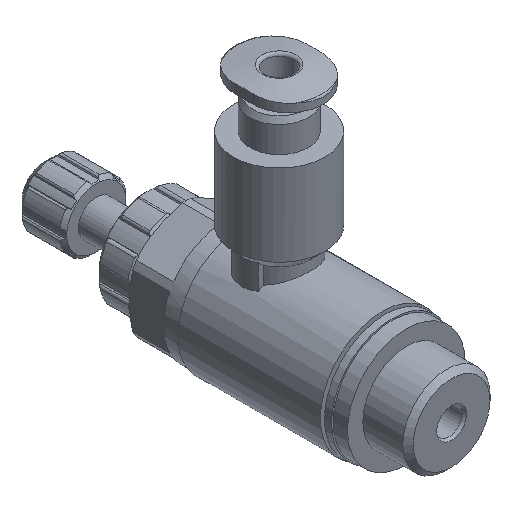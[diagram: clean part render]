
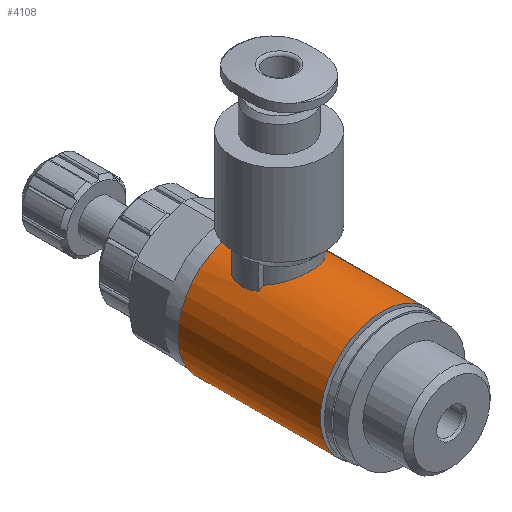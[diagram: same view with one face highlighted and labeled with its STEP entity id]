
A CAD part, isometric view. The second image highlights one B-rep face of the part: STEP entity #4108.
In plain terms, the highlighted cylindrical face has radius 6.9 mm (diameter 13.8 mm), a full revolution.
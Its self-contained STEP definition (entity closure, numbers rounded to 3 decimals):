
#432=CIRCLE('',#4304,6.9);
#433=CIRCLE('',#4305,6.9);
#434=CIRCLE('',#4306,6.9);
#435=CIRCLE('',#4307,6.9);
#436=CIRCLE('',#4308,6.9);
#437=CIRCLE('',#4309,6.9);
#607=ORIENTED_EDGE('',*,*,#1496,.F.);
#608=ORIENTED_EDGE('',*,*,#1497,.T.);
#609=ORIENTED_EDGE('',*,*,#1498,.F.);
#610=ORIENTED_EDGE('',*,*,#1499,.F.);
#611=ORIENTED_EDGE('',*,*,#1500,.F.);
#612=ORIENTED_EDGE('',*,*,#1501,.F.);
#613=ORIENTED_EDGE('',*,*,#1502,.F.);
#614=ORIENTED_EDGE('',*,*,#1503,.F.);
#615=ORIENTED_EDGE('',*,*,#1504,.F.);
#616=ORIENTED_EDGE('',*,*,#1505,.F.);
#1496=EDGE_CURVE('',#1940,#1940,#432,.T.);
#1497=EDGE_CURVE('',#1941,#1941,#433,.T.);
#1498=EDGE_CURVE('',#1942,#1943,#434,.T.);
#1499=EDGE_CURVE('',#1944,#1942,#2233,.T.);
#1500=EDGE_CURVE('',#1945,#1944,#435,.T.);
#1501=EDGE_CURVE('',#1946,#1945,#2234,.T.);
#1502=EDGE_CURVE('',#1947,#1946,#436,.T.);
#1503=EDGE_CURVE('',#1948,#1947,#2235,.T.);
#1504=EDGE_CURVE('',#1949,#1948,#437,.T.);
#1505=EDGE_CURVE('',#1943,#1949,#2236,.T.);
#1940=VERTEX_POINT('',#5565);
#1941=VERTEX_POINT('',#5567);
#1942=VERTEX_POINT('',#5569);
#1943=VERTEX_POINT('',#5570);
#1944=VERTEX_POINT('',#5578);
#1945=VERTEX_POINT('',#5580);
#1946=VERTEX_POINT('',#5586);
#1947=VERTEX_POINT('',#5588);
#1948=VERTEX_POINT('',#5596);
#1949=VERTEX_POINT('',#5598);
#2233=B_SPLINE_CURVE_WITH_KNOTS('',3,(#5571,#5572,#5573,#5574,#5575,#5576,
#5577),.UNSPECIFIED.,.F.,.F.,(4,1,1,1,4),(0.013,0.015,
0.017,0.019,0.021),.UNSPECIFIED.);
#2234=B_SPLINE_CURVE_WITH_KNOTS('',3,(#5581,#5582,#5583,#5584,#5585),
 .UNSPECIFIED.,.F.,.F.,(4,1,4),(0.,0.002,0.003),
 .UNSPECIFIED.);
#2235=B_SPLINE_CURVE_WITH_KNOTS('',3,(#5589,#5590,#5591,#5592,#5593,#5594,
#5595),.UNSPECIFIED.,.F.,.F.,(4,1,1,1,4),(0.002,0.004,
0.006,0.008,0.01),
 .UNSPECIFIED.);
#2236=B_SPLINE_CURVE_WITH_KNOTS('',3,(#5599,#5600,#5601,#5602,#5603),
 .UNSPECIFIED.,.F.,.F.,(4,1,4),(0.,0.002,0.003),
 .UNSPECIFIED.);
#2361=EDGE_LOOP('',(#607));
#2362=EDGE_LOOP('',(#608));
#2363=EDGE_LOOP('',(#609,#610,#611,#612,#613,#614,#615,#616));
#2577=FACE_BOUND('',#2361,.T.);
#2578=FACE_BOUND('',#2362,.T.);
#2579=FACE_BOUND('',#2363,.T.);
#2788=CYLINDRICAL_SURFACE('',#4303,6.9);
#4108=ADVANCED_FACE('',(#2577,#2578,#2579),#2788,.T.);
#4303=AXIS2_PLACEMENT_3D('',#5563,#4654,#4655);
#4304=AXIS2_PLACEMENT_3D('',#5564,#4656,#4657);
#4305=AXIS2_PLACEMENT_3D('',#5566,#4658,#4659);
#4306=AXIS2_PLACEMENT_3D('',#5568,#4660,#4661);
#4307=AXIS2_PLACEMENT_3D('',#5579,#4662,#4663);
#4308=AXIS2_PLACEMENT_3D('',#5587,#4664,#4665);
#4309=AXIS2_PLACEMENT_3D('',#5597,#4666,#4667);
#4654=DIRECTION('',(0.,-1.,0.));
#4655=DIRECTION('',(0.,0.,-1.));
#4656=DIRECTION('',(0.,-1.,0.));
#4657=DIRECTION('',(0.,0.,-1.));
#4658=DIRECTION('',(0.,-1.,0.));
#4659=DIRECTION('',(0.,0.,-1.));
#4660=DIRECTION('',(0.,-1.,0.));
#4661=DIRECTION('',(0.,0.,-1.));
#4662=DIRECTION('',(0.,-1.,0.));
#4663=DIRECTION('',(0.,0.,-1.));
#4664=DIRECTION('',(0.,1.,0.));
#4665=DIRECTION('',(0.,0.,1.));
#4666=DIRECTION('',(0.,1.,0.));
#4667=DIRECTION('',(0.,0.,1.));
#5563=CARTESIAN_POINT('',(0.,-19.25,0.));
#5564=CARTESIAN_POINT('',(0.,-11.5,0.));
#5565=CARTESIAN_POINT('',(0.,-11.5,-6.9));
#5566=CARTESIAN_POINT('',(0.,4.4,0.));
#5567=CARTESIAN_POINT('',(0.,4.4,-6.9));
#5568=CARTESIAN_POINT('',(0.,1.5,0.));
#5569=CARTESIAN_POINT('',(-3.273,1.5,6.075));
#5570=CARTESIAN_POINT('',(-3.816,1.5,5.749));
#5571=CARTESIAN_POINT('',(3.273,1.5,6.075));
#5572=CARTESIAN_POINT('',(2.987,2.123,6.228));
#5573=CARTESIAN_POINT('',(2.085,3.173,6.665));
#5574=CARTESIAN_POINT('',(0.006,3.813,7.017));
#5575=CARTESIAN_POINT('',(-2.084,3.177,6.666));
#5576=CARTESIAN_POINT('',(-2.989,2.12,6.228));
#5577=CARTESIAN_POINT('',(-3.273,1.5,6.075));
#5578=CARTESIAN_POINT('',(3.273,1.5,6.075));
#5579=CARTESIAN_POINT('',(0.,1.5,0.));
#5580=CARTESIAN_POINT('',(3.816,1.5,5.749));
#5581=CARTESIAN_POINT('',(3.816,-1.5,5.749));
#5582=CARTESIAN_POINT('',(4.001,-1.029,5.626));
#5583=CARTESIAN_POINT('',(4.199,-0.002,5.474));
#5584=CARTESIAN_POINT('',(4.001,1.028,5.626));
#5585=CARTESIAN_POINT('',(3.816,1.5,5.749));
#5586=CARTESIAN_POINT('',(3.816,-1.5,5.749));
#5587=CARTESIAN_POINT('',(0.,-1.5,0.));
#5588=CARTESIAN_POINT('',(3.273,-1.5,6.075));
#5589=CARTESIAN_POINT('',(-3.273,-1.5,6.075));
#5590=CARTESIAN_POINT('',(-2.988,-2.12,6.228));
#5591=CARTESIAN_POINT('',(-2.081,-3.177,6.666));
#5592=CARTESIAN_POINT('',(-0.008,-3.811,7.017));
#5593=CARTESIAN_POINT('',(2.085,-3.178,6.667));
#5594=CARTESIAN_POINT('',(2.99,-2.117,6.227));
#5595=CARTESIAN_POINT('',(3.273,-1.5,6.075));
#5596=CARTESIAN_POINT('',(-3.273,-1.5,6.075));
#5597=CARTESIAN_POINT('',(0.,-1.5,0.));
#5598=CARTESIAN_POINT('',(-3.816,-1.5,5.749));
#5599=CARTESIAN_POINT('',(-3.816,1.5,5.749));
#5600=CARTESIAN_POINT('',(-4.001,1.029,5.626));
#5601=CARTESIAN_POINT('',(-4.199,0.002,5.474));
#5602=CARTESIAN_POINT('',(-4.001,-1.028,5.626));
#5603=CARTESIAN_POINT('',(-3.816,-1.5,5.749));
